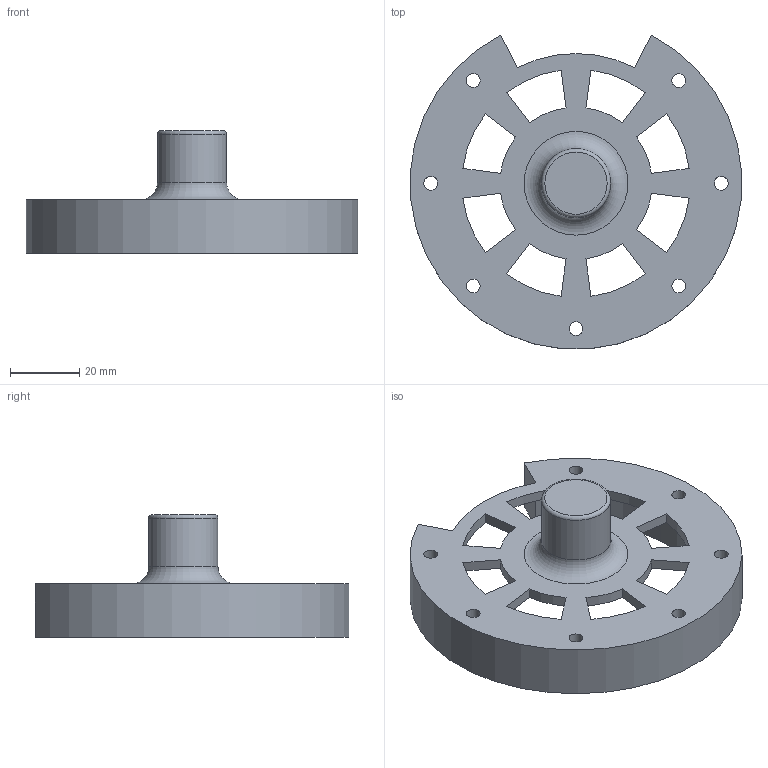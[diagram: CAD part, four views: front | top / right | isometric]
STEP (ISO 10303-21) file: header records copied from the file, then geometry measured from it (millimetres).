
FILE_DESCRIPTION(/* description */ (''),/* implementation_level */ '2;1');
FILE_NAME(/* name */ 'Hip Axis.step',/* time_stamp */ '2024-01-24T16:51:59-03:00',/* author */ (''),/* organization */ (''),/* preprocessor_version */ 'ST-DEVELOPER v20',/* originating_system */ 'Autodesk Translation Framework v12.14.0.127',/* authorisation */ '');
FILE_SCHEMA (('AUTOMOTIVE_DESIGN { 1 0 10303 214 3 1 1 }'));
Length unit declared in the file: millimetre
Products named in the file (1): Hip Axis
Bounding box: 95.78 x 90.63 x 35.5 mm (x, y, z)
Volume: 51916.2 mm3; surface area: 21523.8 mm2
Topology: 1 solids, 1 shells, 51 faces, 141 edges, 93 vertices
Faces by surface type: cylinder 27, plane 22, torus 2
Full cylindrical faces by diameter (mm): 4 x7, 20 x1
Entity records: 1750 total; most frequent: DIRECTION 304, CARTESIAN_POINT 286, ORIENTED_EDGE 282, EDGE_CURVE 141, AXIS2_PLACEMENT_3D 111, VERTEX_POINT 93, EDGE_LOOP 82, LINE 82
